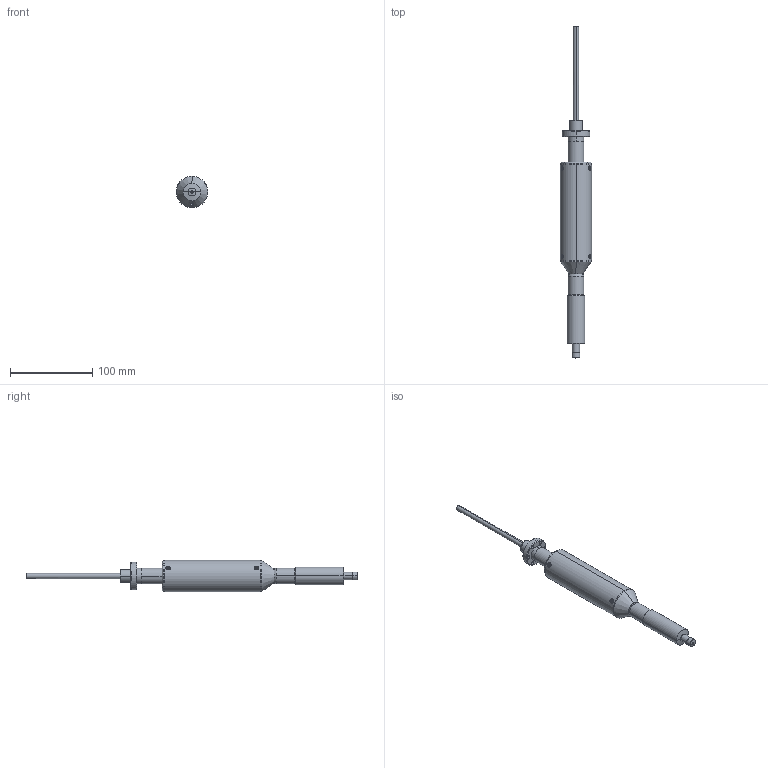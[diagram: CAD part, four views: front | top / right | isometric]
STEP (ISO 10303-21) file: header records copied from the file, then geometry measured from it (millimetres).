
FILE_DESCRIPTION (( 'STEP AP214' ), '1' );
FILE_NAME ('FLMM-133-25-2.STEP', '2016-08-01T17:20:56', ( 'My Thermionics' ), ( '' ), 'SwSTEP 2.0', 'SolidWorks 2010', '' );
FILE_SCHEMA (( 'AUTOMOTIVE_DESIGN' ));
Length unit declared in the file: inch
Products named in the file (1): FLMM-133-25-2
Bounding box: 38.1 x 402.63 x 38.1 mm (x, y, z)
Surface area: 33176.6 mm2 (no closed solid volume)
Topology: 0 solids, 18 shells, 167 faces, 649 edges, 464 vertices
Faces by surface type: plane 62, cylinder 55, cone 50
Entity records: 9580 total; most frequent: CARTESIAN_POINT 2208, DIRECTION 1063, ORIENTED_EDGE 942, EDGE_CURVE 637, VERTEX_POINT 464, AXIS2_PLACEMENT_3D 399, LINE 265, VECTOR 265
